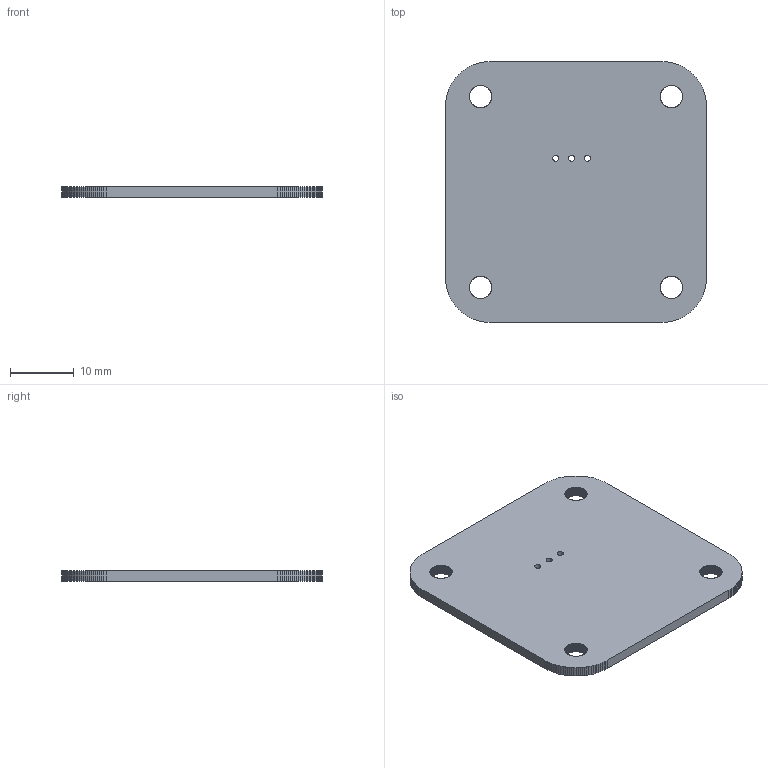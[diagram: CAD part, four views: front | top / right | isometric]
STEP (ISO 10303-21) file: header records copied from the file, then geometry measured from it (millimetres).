
FILE_DESCRIPTION(('KiCad electronic assembly'),'2;1');
FILE_NAME('hall_pcb.step','2022-12-28T19:08:58',('Pcbnew'),('Kicad'), 'Open CASCADE STEP processor 7.5','KiCad to STEP converter','Unknown' );
FILE_SCHEMA(('AUTOMOTIVE_DESIGN { 1 0 10303 214 1 1 1 1 }'));
Length unit declared in the file: millimetre
Products named in the file (2): hall_pcb 1; hall_pcb PCB
Assembly tree (1 placements, depth 2):
  hall_pcb 1
    hall_pcb PCB
Bounding box: 41 x 41 x 1.6 mm (x, y, z)
Volume: 2557.2 mm3; surface area: 3524.4 mm2
Topology: 1 solids, 1 shells, 649 faces, 1941 edges, 1294 vertices
Faces by surface type: plane 646, cylinder 3
Full cylindrical faces by diameter (mm): 0.95 x3
Entity records: 46707 total; most frequent: CARTESIAN_POINT 7804, DIRECTION 7125, LINE 5811, VECTOR 5811, ORIENTED_EDGE 3882, PCURVE 3882, DEFINITIONAL_REPRESENTATION 3882, EDGE_CURVE 1941
